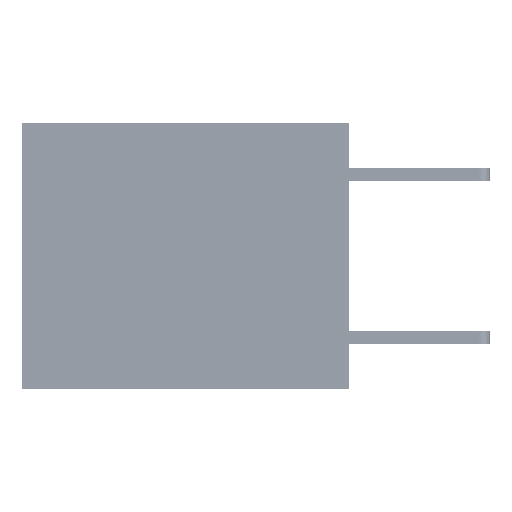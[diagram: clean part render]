
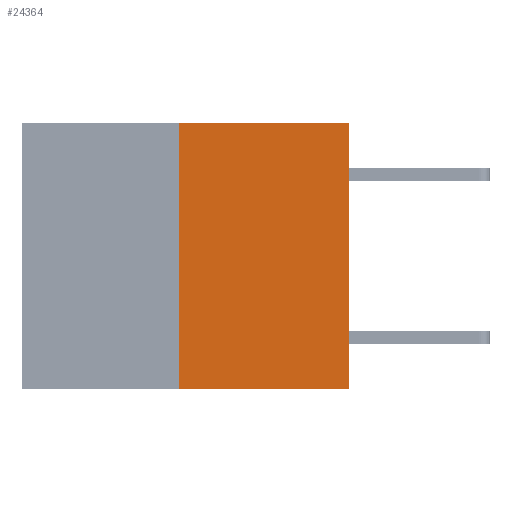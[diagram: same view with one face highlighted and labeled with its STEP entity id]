
A CAD part, left-side view. The second image highlights one B-rep face of the part: STEP entity #24364.
In plain terms, the highlighted planar face has unit normal (-1, 0, 0).
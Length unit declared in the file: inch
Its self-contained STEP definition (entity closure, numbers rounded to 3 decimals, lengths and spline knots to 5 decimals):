
#619 = DIRECTION ( 'NONE',  ( 0., 0., -1. ) ) ;
#1004 = CARTESIAN_POINT ( 'NONE',  ( 0., 0.6, 0. ) ) ;
#3110 = AXIS2_PLACEMENT_3D ( 'NONE', #22938, #31402, #619 ) ;
#4747 = EDGE_LOOP ( 'NONE', ( #29572, #12022, #35191, #7086 ) ) ;
#5127 = DIRECTION ( 'NONE',  ( 0., 0., 1. ) ) ;
#5644 = CARTESIAN_POINT ( 'NONE',  ( 0., 0., -0.49 ) ) ;
#5674 = VERTEX_POINT ( 'NONE', #5644 ) ;
#7086 = ORIENTED_EDGE ( 'NONE', *, *, #20225, .F. ) ;
#7519 = EDGE_CURVE ( 'NONE', #27220, #32130, #33425, .T. ) ;
#7932 = CARTESIAN_POINT ( 'NONE',  ( 0., 0.312, -0.49 ) ) ;
#9768 = EDGE_CURVE ( 'NONE', #5674, #33799, #25496, .T. ) ;
#10818 = DIRECTION ( 'NONE',  ( 0., 0., 1. ) ) ;
#12022 = ORIENTED_EDGE ( 'NONE', *, *, #12958, .T. ) ;
#12027 = VECTOR ( 'NONE', #10818, 39.37008 ) ;
#12463 = DIRECTION ( 'NONE',  ( 0., -1., 0. ) ) ;
#12544 = CARTESIAN_POINT ( 'NONE',  ( 0., 0.312, -0.49 ) ) ;
#12958 = EDGE_CURVE ( 'NONE', #27220, #5674, #19438, .T. ) ;
#13368 = VECTOR ( 'NONE', #21426, 39.37008 ) ;
#19438 = LINE ( 'NONE', #35234, #13368 ) ;
#19937 = CARTESIAN_POINT ( 'NONE',  ( 0., 0.312, 0. ) ) ;
#20225 = EDGE_CURVE ( 'NONE', #32130, #33799, #29185, .T. ) ;
#21426 = DIRECTION ( 'NONE',  ( 0., -1., 0. ) ) ;
#22938 = CARTESIAN_POINT ( 'NONE',  ( 0., 0.6, 0. ) ) ;
#24364 = ADVANCED_FACE ( 'NONE', ( #32351 ), #24984, .F. ) ;
#24984 = PLANE ( 'NONE',  #3110 ) ;
#25496 = LINE ( 'NONE', #27451, #12027 ) ;
#27220 = VERTEX_POINT ( 'NONE', #12544 ) ;
#27451 = CARTESIAN_POINT ( 'NONE',  ( 0., 0., 0. ) ) ;
#27850 = CARTESIAN_POINT ( 'NONE',  ( 0., 0., 0. ) ) ;
#29185 = LINE ( 'NONE', #1004, #33511 ) ;
#29572 = ORIENTED_EDGE ( 'NONE', *, *, #7519, .F. ) ;
#30842 = VECTOR ( 'NONE', #5127, 39.37008 ) ;
#31402 = DIRECTION ( 'NONE',  ( 1., 0., 0. ) ) ;
#32130 = VERTEX_POINT ( 'NONE', #19937 ) ;
#32351 = FACE_OUTER_BOUND ( 'NONE', #4747, .T. ) ;
#33425 = LINE ( 'NONE', #7932, #30842 ) ;
#33511 = VECTOR ( 'NONE', #12463, 39.37008 ) ;
#33799 = VERTEX_POINT ( 'NONE', #27850 ) ;
#35191 = ORIENTED_EDGE ( 'NONE', *, *, #9768, .T. ) ;
#35234 = CARTESIAN_POINT ( 'NONE',  ( 0., 0.6, -0.49 ) ) ;
